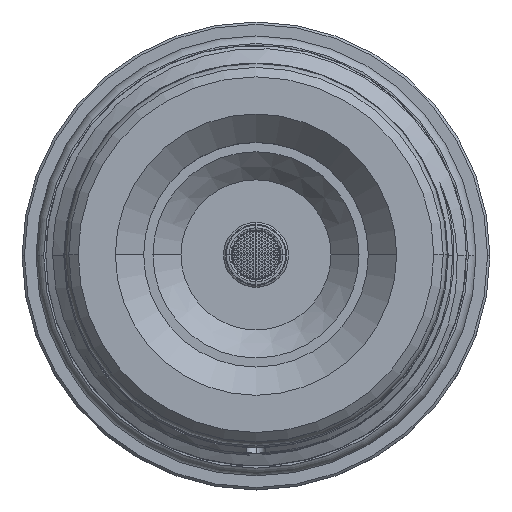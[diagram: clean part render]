
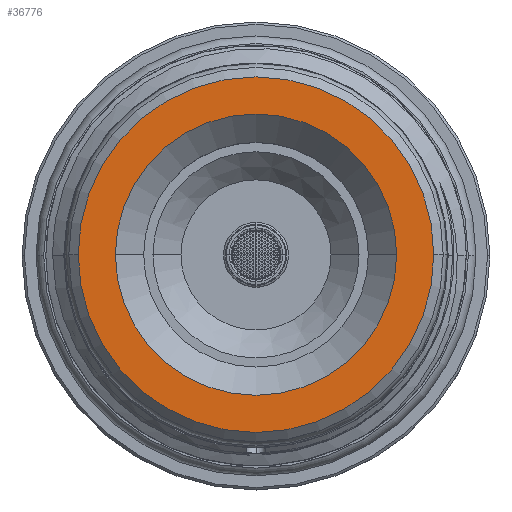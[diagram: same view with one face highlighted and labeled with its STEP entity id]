
A CAD part, top view. The second image highlights one B-rep face of the part: STEP entity #36776.
In plain terms, the highlighted planar face has unit normal (0, 0, 1).
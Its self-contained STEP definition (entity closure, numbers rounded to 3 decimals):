
#429 = CARTESIAN_POINT ( 'NONE',  ( -11.925, 0., 103.49 ) ) ;
#526 = CARTESIAN_POINT ( 'NONE',  ( -15.075, 0., 103.49 ) ) ;
#535 = CARTESIAN_POINT ( 'NONE',  ( 11.925, 0., 103.49 ) ) ;
#803 = CARTESIAN_POINT ( 'NONE',  ( 15.075, 0., 103.49 ) ) ;
#4256 = EDGE_CURVE ( 'NONE', #26494, #26600, #8574, .T. ) ;
#8574 = CIRCLE ( 'NONE', #27667, 11.925 ) ;
#9075 = CIRCLE ( 'NONE', #18298, 15.075 ) ;
#10230 = CIRCLE ( 'NONE', #30361, 15.075 ) ;
#11797 = CARTESIAN_POINT ( 'NONE',  ( 0., 0., 103.49 ) ) ;
#11798 = DIRECTION ( 'NONE',  ( 0., 0., 1. ) ) ;
#11799 = DIRECTION ( 'NONE',  ( 1., 0., 0. ) ) ;
#14545 = CARTESIAN_POINT ( 'NONE',  ( -15.075, 0., 103.49 ) ) ;
#14548 = PLANE ( 'NONE',  #30104 ) ;
#14550 = DIRECTION ( 'NONE',  ( 0., 0., 1. ) ) ;
#14551 = DIRECTION ( 'NONE',  ( 1., 0., 0. ) ) ;
#14800 = FACE_OUTER_BOUND ( 'NONE', #30952, .T. ) ;
#14810 = FACE_BOUND ( 'NONE', #30949, .T. ) ;
#16479 = CARTESIAN_POINT ( 'NONE',  ( 0., 0., 103.49 ) ) ;
#16481 = DIRECTION ( 'NONE',  ( 0., 0., 1. ) ) ;
#16483 = DIRECTION ( 'NONE',  ( 1., 0., 0. ) ) ;
#16571 = CIRCLE ( 'NONE', #30488, 11.925 ) ;
#18298 = AXIS2_PLACEMENT_3D ( 'NONE', #37488, #37489, #37490 ) ;
#25517 = CARTESIAN_POINT ( 'NONE',  ( 0., 0., 103.49 ) ) ;
#25518 = DIRECTION ( 'NONE',  ( 0., 0., -1. ) ) ;
#25519 = DIRECTION ( 'NONE',  ( -1., 0., 0. ) ) ;
#26494 = VERTEX_POINT ( 'NONE', #429 ) ;
#26591 = VERTEX_POINT ( 'NONE', #526 ) ;
#26600 = VERTEX_POINT ( 'NONE', #535 ) ;
#26899 = VERTEX_POINT ( 'NONE', #803 ) ;
#27667 = AXIS2_PLACEMENT_3D ( 'NONE', #11797, #11798, #11799 ) ;
#29408 = EDGE_CURVE ( 'NONE', #26591, #26899, #9075, .T. ) ;
#30104 = AXIS2_PLACEMENT_3D ( 'NONE', #14545, #14550, #14551 ) ;
#30361 = AXIS2_PLACEMENT_3D ( 'NONE', #25517, #25518, #25519 ) ;
#30488 = AXIS2_PLACEMENT_3D ( 'NONE', #16479, #16481, #16483 ) ;
#30949 = EDGE_LOOP ( 'NONE', ( #31816, #31817 ) ) ;
#30952 = EDGE_LOOP ( 'NONE', ( #31814, #31815 ) ) ;
#31814 = ORIENTED_EDGE ( 'NONE', *, *, #29408, .F. ) ;
#31815 = ORIENTED_EDGE ( 'NONE', *, *, #38919, .F. ) ;
#31816 = ORIENTED_EDGE ( 'NONE', *, *, #39158, .F. ) ;
#31817 = ORIENTED_EDGE ( 'NONE', *, *, #4256, .F. ) ;
#36776 = ADVANCED_FACE ( 'NONE', ( #14800, #14810 ), #14548, .T. ) ;
#37488 = CARTESIAN_POINT ( 'NONE',  ( 0., 0., 103.49 ) ) ;
#37489 = DIRECTION ( 'NONE',  ( 0., 0., -1. ) ) ;
#37490 = DIRECTION ( 'NONE',  ( -1., 0., 0. ) ) ;
#38919 = EDGE_CURVE ( 'NONE', #26899, #26591, #10230, .T. ) ;
#39158 = EDGE_CURVE ( 'NONE', #26600, #26494, #16571, .T. ) ;
